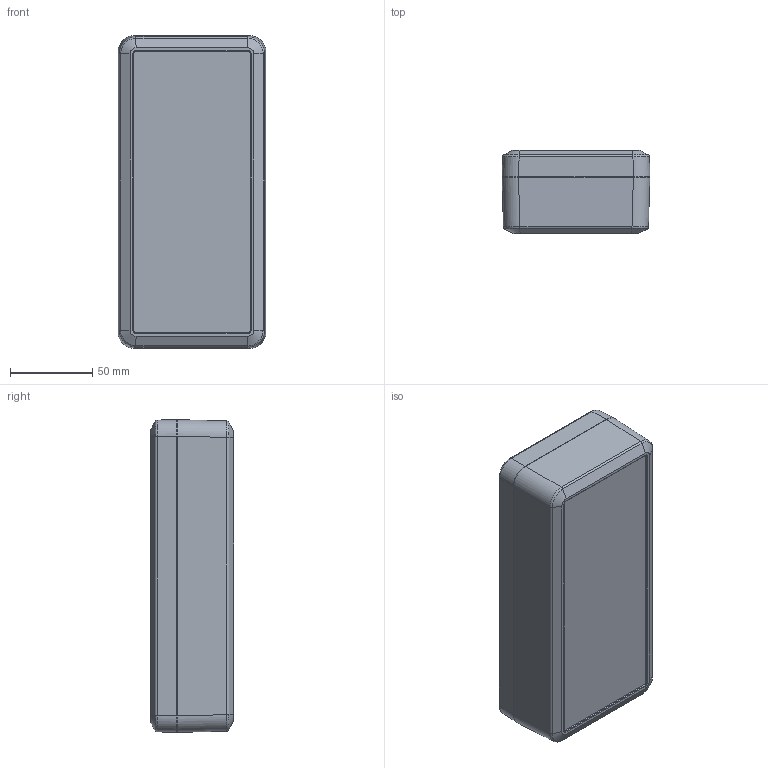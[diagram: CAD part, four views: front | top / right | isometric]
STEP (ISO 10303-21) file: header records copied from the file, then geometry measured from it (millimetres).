
FILE_DESCRIPTION(/* description */ (''),/* implementation_level */ '2;1');
FILE_NAME(/* name */ 'Z125.stp',/* time_stamp */ '2017-05-23T10:19:06+02:00',/* author */ ('Admin'),/* organization */ (''),/* preprocessor_version */ 'ST-DEVELOPER v16.5',/* originating_system */ 'Autodesk Inventor 2017',/* authorisation */ '');
FILE_SCHEMA (('AUTOMOTIVE_DESIGN { 1 0 10303 214 3 1 1 }'));
Length unit declared in the file: millimetre
Products named in the file (3): Z125_Assembly; Z125_Base; Z125_Base_1
Assembly tree (2 placements, depth 2):
  Z125_Assembly
    Z125_Base
    Z125_Base_1
Bounding box: 89.78 x 50.46 x 189.85 mm (x, y, z)
Volume: 160400.9 mm3; surface area: 125713.6 mm2
Topology: 2 solids, 2 shells, 376 faces, 820 edges, 524 vertices
Faces by surface type: plane 200, cylinder 104, bspline 72
Full cylindrical faces by diameter (mm): 2.4 x4, 2.44 x2, 2.45 x16, 2.46 x4, 2.47 x2, 3.5 x4, 5.83 x1, 5.84 x5, 5.85 x7, 5.86 x7, 5.87 x8, 7.1 x3, 7.11 x1, 7.12 x1, 7.13 x1, 7.15 x2, 10 x4
Entity records: 10699 total; most frequent: CARTESIAN_POINT 2657, DIRECTION 1678, ORIENTED_EDGE 1488, EDGE_CURVE 744, AXIS2_PLACEMENT_3D 653, EDGE_LOOP 532, VERTEX_POINT 520, FACE_OUTER_BOUND 376
